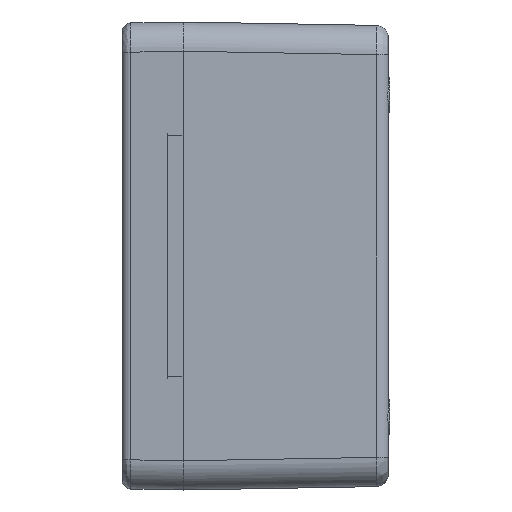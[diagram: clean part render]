
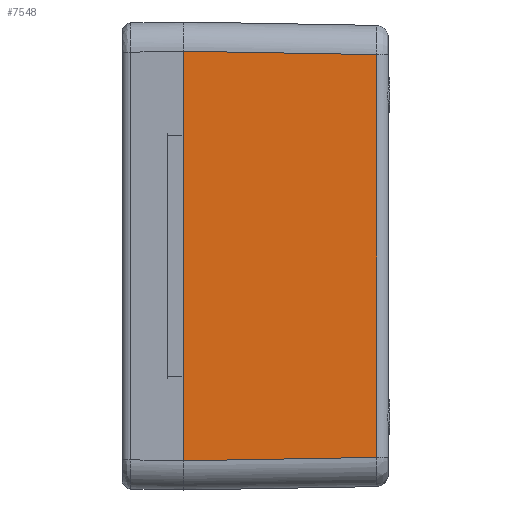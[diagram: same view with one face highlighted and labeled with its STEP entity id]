
A CAD part, left-side view. The second image highlights one B-rep face of the part: STEP entity #7548.
In plain terms, the highlighted planar face has unit normal (-1, -0.018, 0).
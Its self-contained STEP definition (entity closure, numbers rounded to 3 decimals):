
#418=CARTESIAN_POINT('',(-280.,0.,70.002));
#429=DIRECTION('',(0.,0.,-1.));
#430=VECTOR('',#429,140.003);
#431=CARTESIAN_POINT('',(-280.,0.,70.002));
#432=LINE('',#431,#430);
#442=CARTESIAN_POINT('',(-280.,0.,-70.002));
#3597=DIRECTION('',(0.,0.,1.));
#3598=VECTOR('',#3597,137.697);
#3599=CARTESIAN_POINT('',(-278.847,-66.07,
-68.848));
#3600=LINE('',#3599,#3598);
#3652=DIRECTION('',(0.017,-1.,0.017));
#3653=VECTOR('',#3652,66.09);
#3654=CARTESIAN_POINT('',(-280.,0.,-70.002));
#3655=LINE('',#3654,#3653);
#3659=DIRECTION('',(0.017,-1.,-0.017));
#3660=VECTOR('',#3659,66.09);
#3661=CARTESIAN_POINT('',(-280.,0.,70.002));
#3662=LINE('',#3661,#3660);
#3666=CARTESIAN_POINT('',(-278.847,-66.07,
-68.848));
#3776=CARTESIAN_POINT('',(-278.847,-66.07,
68.848));
#3952=VERTEX_POINT('',#418);
#3959=VERTEX_POINT('',#442);
#4000=VERTEX_POINT('',#3666);
#4019=VERTEX_POINT('',#3776);
#7535=CARTESIAN_POINT('',(-280.,0.,-88.688));
#7536=DIRECTION('',(-1.,-0.017,0.));
#7537=DIRECTION('',(0.,0.,1.));
#7538=AXIS2_PLACEMENT_3D('',#7535,#7536,#7537);
#7539=PLANE('',#7538);
#7540=ORIENTED_EDGE('',*,*,#7518,.F.);
#7542=ORIENTED_EDGE('',*,*,#7541,.F.);
#7543=ORIENTED_EDGE('',*,*,#4467,.F.);
#7545=ORIENTED_EDGE('',*,*,#7544,.T.);
#7546=EDGE_LOOP('',(#7540,#7542,#7543,#7545));
#7547=FACE_OUTER_BOUND('',#7546,.F.);
#7548=ADVANCED_FACE('',(#7547),#7539,.T.);
#4467=EDGE_CURVE('',#3952,#3959,#432,.T.);
#7518=EDGE_CURVE('',#4000,#4019,#3600,.T.);
#7541=EDGE_CURVE('',#3959,#4000,#3655,.T.);
#7544=EDGE_CURVE('',#3952,#4019,#3662,.T.);
